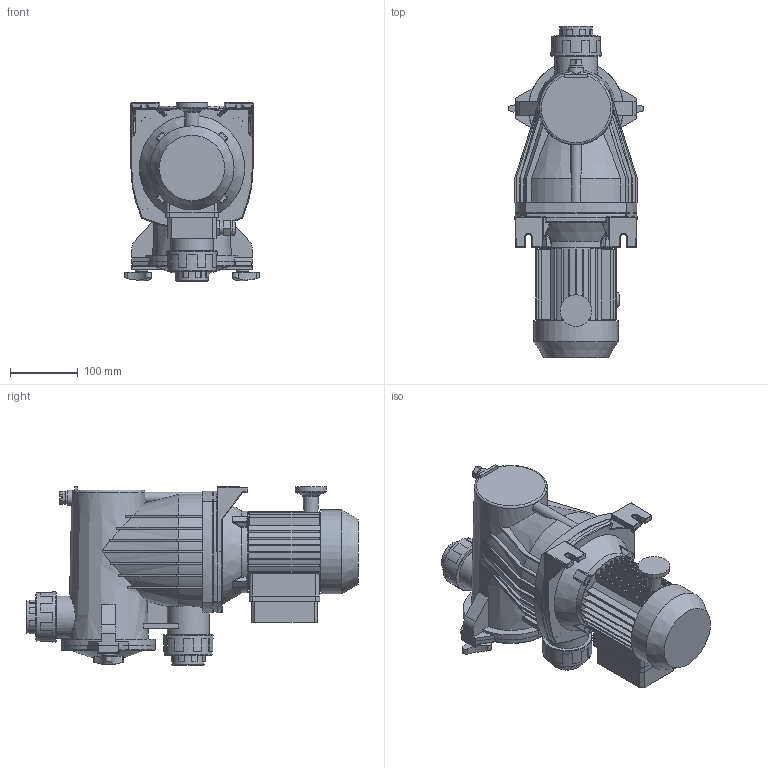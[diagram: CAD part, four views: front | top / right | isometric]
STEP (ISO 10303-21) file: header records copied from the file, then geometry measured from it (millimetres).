
FILE_DESCRIPTION(/* description */ ('Unknown'),/* implementation_level */ '2;1');
FILE_NAME(/* name */ 'OPTIMA MEC63',/* time_stamp */ '2018-11-04T15:18:18+01:00',/* author */ ('Unknown'),/* organization */ ('Unknown'),/* preprocessor_version */ 'ST-DEVELOPER v16.7',/* originating_system */ 'DEX',/* authorisation */ $);
FILE_SCHEMA (('AUTOMOTIVE_DESIGN {1 0 10303 214 3 1 1}'));
Length unit declared in the file: millimetre
Products named in the file (1): OPTIMA MEC63
Bounding box: 199 x 489.5 x 263 mm (x, y, z)
Volume: 8350778.9 mm3; surface area: 447313.4 mm2
Topology: 1 solids, 1 shells, 1081 faces, 2700 edges, 1652 vertices
Faces by surface type: plane 503, cylinder 244, bspline 136, torus 95, cone 52, sphere 51
Full cylindrical faces by diameter (mm): 13 x1, 16 x1, 18.8 x2, 19 x1, 20 x1, 22 x1, 23 x1, 38.952 x2, 48.356 x2, 62 x2, 71.04 x2, 74 x2, 98.5 x1, 124 x1
Entity records: 42862 total; most frequent: CARTESIAN_POINT 10942, ORIENTED_EDGE 5208, DIRECTION 4893, EDGE_CURVE 2604, AXIS2_PLACEMENT_3D 1870, VERTEX_POINT 1619, FACE_BOUND 1175, EDGE_LOOP 1173
